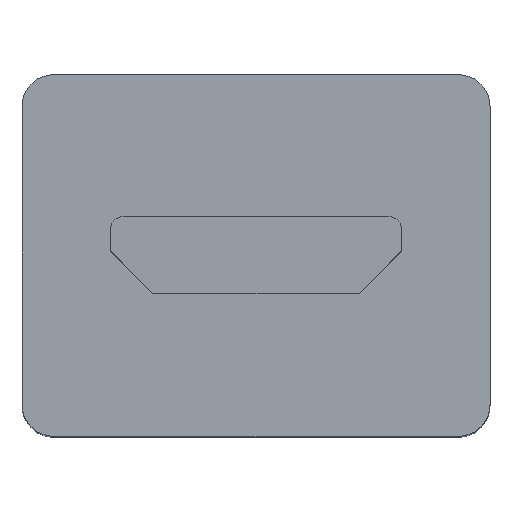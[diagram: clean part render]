
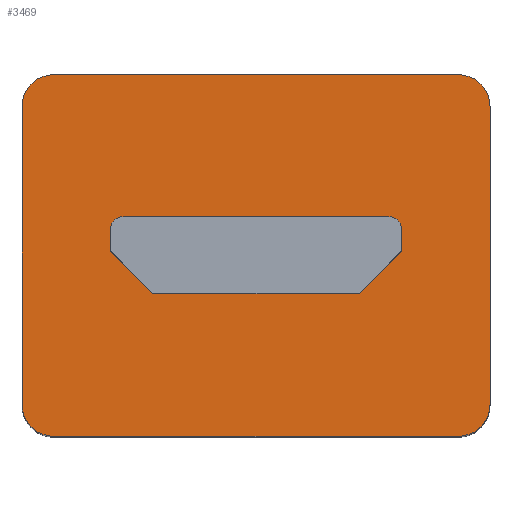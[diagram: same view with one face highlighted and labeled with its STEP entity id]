
A CAD part, top view. The second image highlights one B-rep face of the part: STEP entity #3469.
In plain terms, the highlighted planar face has unit normal (0, 0, 1).
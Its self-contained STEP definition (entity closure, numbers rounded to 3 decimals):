
#20 = CARTESIAN_POINT ( 'NONE',  ( -4.75, 3.5, 0. ) ) ;
#25 = EDGE_CURVE ( 'NONE', #2179, #2746, #2618, .T. ) ;
#28 = EDGE_CURVE ( 'NONE', #2064, #1961, #2662, .T. ) ;
#68 = LINE ( 'NONE', #2791, #558 ) ;
#117 = DIRECTION ( 'NONE',  ( 0., 0., -1. ) ) ;
#163 = ORIENTED_EDGE ( 'NONE', *, *, #2619, .F. ) ;
#176 = EDGE_CURVE ( 'NONE', #2514, #700, #68, .T. ) ;
#214 = CARTESIAN_POINT ( 'NONE',  ( 4.75, 3.5, 0. ) ) ;
#215 = AXIS2_PLACEMENT_3D ( 'NONE', #3193, #1844, #510 ) ;
#264 = DIRECTION ( 'NONE',  ( 0., 0., 1. ) ) ;
#294 = CARTESIAN_POINT ( 'NONE',  ( 5.5, 3.5, 0. ) ) ;
#311 = DIRECTION ( 'NONE',  ( -1., 0., 0. ) ) ;
#339 = DIRECTION ( 'NONE',  ( 0., 0., -1. ) ) ;
#373 = CARTESIAN_POINT ( 'NONE',  ( 3.125, 0.6, 0. ) ) ;
#407 = EDGE_CURVE ( 'NONE', #1961, #3520, #1109, .T. ) ;
#465 = EDGE_CURVE ( 'NONE', #3437, #2119, #964, .T. ) ;
#503 = VECTOR ( 'NONE', #3290, 1000. ) ;
#510 = DIRECTION ( 'NONE',  ( -1., 0., 0. ) ) ;
#558 = VECTOR ( 'NONE', #1743, 1000. ) ;
#587 = CARTESIAN_POINT ( 'NONE',  ( -5.5, -3.5, 0. ) ) ;
#603 = FACE_BOUND ( 'NONE', #2327, .T. ) ;
#618 = CARTESIAN_POINT ( 'NONE',  ( -3.425, 0.6, 0. ) ) ;
#627 = DIRECTION ( 'NONE',  ( -0.707, 0.707, 0. ) ) ;
#629 = VERTEX_POINT ( 'NONE', #3278 ) ;
#647 = DIRECTION ( 'NONE',  ( 1., 0., 0. ) ) ;
#684 = VERTEX_POINT ( 'NONE', #294 ) ;
#700 = VERTEX_POINT ( 'NONE', #2986 ) ;
#749 = DIRECTION ( 'NONE',  ( 1., 0., 0. ) ) ;
#793 = DIRECTION ( 'NONE',  ( 0., 1., 0. ) ) ;
#830 = DIRECTION ( 'NONE',  ( 0., 0., 1. ) ) ;
#936 = ORIENTED_EDGE ( 'NONE', *, *, #465, .T. ) ;
#964 = LINE ( 'NONE', #2073, #3486 ) ;
#985 = VERTEX_POINT ( 'NONE', #2725 ) ;
#993 = VERTEX_POINT ( 'NONE', #1613 ) ;
#1109 = LINE ( 'NONE', #3100, #3471 ) ;
#1126 = LINE ( 'NONE', #2243, #1233 ) ;
#1153 = ORIENTED_EDGE ( 'NONE', *, *, #28, .T. ) ;
#1154 = LINE ( 'NONE', #3076, #1506 ) ;
#1162 = ORIENTED_EDGE ( 'NONE', *, *, #2496, .T. ) ;
#1233 = VECTOR ( 'NONE', #311, 1000. ) ;
#1261 = DIRECTION ( 'NONE',  ( -1., 0., 0. ) ) ;
#1286 = ORIENTED_EDGE ( 'NONE', *, *, #2167, .F. ) ;
#1420 = EDGE_LOOP ( 'NONE', ( #936, #1592, #1162, #1626, #2473, #1153, #1493, #3494 ) ) ;
#1434 = EDGE_CURVE ( 'NONE', #985, #2746, #2251, .T. ) ;
#1493 = ORIENTED_EDGE ( 'NONE', *, *, #407, .T. ) ;
#1506 = VECTOR ( 'NONE', #647, 1000. ) ;
#1510 = AXIS2_PLACEMENT_3D ( 'NONE', #20, #830, #3310 ) ;
#1569 = CIRCLE ( 'NONE', #3413, 0.3 ) ;
#1574 = CIRCLE ( 'NONE', #215, 0.75 ) ;
#1576 = CARTESIAN_POINT ( 'NONE',  ( -4.75, 4.25, 0. ) ) ;
#1592 = ORIENTED_EDGE ( 'NONE', *, *, #2740, .T. ) ;
#1613 = CARTESIAN_POINT ( 'NONE',  ( 5.5, -3.5, 0. ) ) ;
#1626 = ORIENTED_EDGE ( 'NONE', *, *, #1669, .T. ) ;
#1650 = FACE_OUTER_BOUND ( 'NONE', #1420, .T. ) ;
#1669 = EDGE_CURVE ( 'NONE', #684, #3198, #2880, .T. ) ;
#1691 = AXIS2_PLACEMENT_3D ( 'NONE', #2222, #1725, #2509 ) ;
#1696 = CARTESIAN_POINT ( 'NONE',  ( 5.5, -4.25, 0. ) ) ;
#1725 = DIRECTION ( 'NONE',  ( 0., 0., -1. ) ) ;
#1736 = DIRECTION ( 'NONE',  ( 0., -1., 0. ) ) ;
#1743 = DIRECTION ( 'NONE',  ( -0.707, -0.707, 0. ) ) ;
#1788 = EDGE_CURVE ( 'NONE', #2368, #629, #1569, .T. ) ;
#1790 = ORIENTED_EDGE ( 'NONE', *, *, #2071, .F. ) ;
#1811 = AXIS2_PLACEMENT_3D ( 'NONE', #3097, #117, #2295 ) ;
#1844 = DIRECTION ( 'NONE',  ( 0., 0., 1. ) ) ;
#1871 = LINE ( 'NONE', #3256, #2486 ) ;
#1903 = ORIENTED_EDGE ( 'NONE', *, *, #1434, .T. ) ;
#1914 = LINE ( 'NONE', #2188, #3132 ) ;
#1932 = DIRECTION ( 'NONE',  ( -1., 0., 0. ) ) ;
#1948 = CARTESIAN_POINT ( 'NONE',  ( 3.425, 0.1, 0. ) ) ;
#1961 = VERTEX_POINT ( 'NONE', #3414 ) ;
#2064 = VERTEX_POINT ( 'NONE', #1576 ) ;
#2071 = EDGE_CURVE ( 'NONE', #2514, #629, #1871, .T. ) ;
#2073 = CARTESIAN_POINT ( 'NONE',  ( -5.5, -4.25, 0. ) ) ;
#2119 = VERTEX_POINT ( 'NONE', #2157 ) ;
#2120 = ORIENTED_EDGE ( 'NONE', *, *, #2303, .T. ) ;
#2127 = ORIENTED_EDGE ( 'NONE', *, *, #176, .T. ) ;
#2146 = VECTOR ( 'NONE', #627, 1000. ) ;
#2157 = CARTESIAN_POINT ( 'NONE',  ( 4.75, -4.25, 0. ) ) ;
#2161 = DIRECTION ( 'NONE',  ( -1., 0., 0. ) ) ;
#2167 = EDGE_CURVE ( 'NONE', #2368, #3197, #1126, .T. ) ;
#2179 = VERTEX_POINT ( 'NONE', #618 ) ;
#2188 = CARTESIAN_POINT ( 'NONE',  ( -5.5, 4.25, 0. ) ) ;
#2221 = CARTESIAN_POINT ( 'NONE',  ( -3.425, -0.9, 0. ) ) ;
#2222 = CARTESIAN_POINT ( 'NONE',  ( 0., 0., 0. ) ) ;
#2243 = CARTESIAN_POINT ( 'NONE',  ( -3.425, 0.9, 0. ) ) ;
#2251 = LINE ( 'NONE', #3072, #2146 ) ;
#2280 = CARTESIAN_POINT ( 'NONE',  ( 4.75, 4.25, 0. ) ) ;
#2295 = DIRECTION ( 'NONE',  ( -1., 0., 0. ) ) ;
#2303 = EDGE_CURVE ( 'NONE', #2179, #3197, #3303, .T. ) ;
#2327 = EDGE_LOOP ( 'NONE', ( #1790, #2127, #163, #1903, #2960, #2120, #1286, #3498 ) ) ;
#2368 = VERTEX_POINT ( 'NONE', #3212 ) ;
#2473 = ORIENTED_EDGE ( 'NONE', *, *, #2484, .T. ) ;
#2484 = EDGE_CURVE ( 'NONE', #3198, #2064, #1914, .T. ) ;
#2486 = VECTOR ( 'NONE', #793, 1000. ) ;
#2496 = EDGE_CURVE ( 'NONE', #993, #684, #3007, .T. ) ;
#2509 = DIRECTION ( 'NONE',  ( -1., 0., 0. ) ) ;
#2514 = VERTEX_POINT ( 'NONE', #1948 ) ;
#2618 = LINE ( 'NONE', #2221, #503 ) ;
#2619 = EDGE_CURVE ( 'NONE', #985, #700, #1154, .T. ) ;
#2655 = DIRECTION ( 'NONE',  ( 0., 0., 1. ) ) ;
#2662 = CIRCLE ( 'NONE', #1510, 0.75 ) ;
#2707 = CARTESIAN_POINT ( 'NONE',  ( -4.75, -4.25, 0. ) ) ;
#2725 = CARTESIAN_POINT ( 'NONE',  ( -2.425, -0.9, 0. ) ) ;
#2731 = DIRECTION ( 'NONE',  ( 0., 1., 0. ) ) ;
#2738 = PLANE ( 'NONE',  #1691 ) ;
#2740 = EDGE_CURVE ( 'NONE', #2119, #993, #3530, .T. ) ;
#2746 = VERTEX_POINT ( 'NONE', #3207 ) ;
#2758 = AXIS2_PLACEMENT_3D ( 'NONE', #3499, #2655, #1261 ) ;
#2771 = VECTOR ( 'NONE', #2731, 1000. ) ;
#2791 = CARTESIAN_POINT ( 'NONE',  ( 1.662, -1.662, 0. ) ) ;
#2880 = CIRCLE ( 'NONE', #3349, 0.75 ) ;
#2924 = EDGE_CURVE ( 'NONE', #3520, #3437, #1574, .T. ) ;
#2960 = ORIENTED_EDGE ( 'NONE', *, *, #25, .F. ) ;
#2986 = CARTESIAN_POINT ( 'NONE',  ( 2.425, -0.9, 0. ) ) ;
#3007 = LINE ( 'NONE', #1696, #2771 ) ;
#3072 = CARTESIAN_POINT ( 'NONE',  ( -1.662, -1.662, 0. ) ) ;
#3076 = CARTESIAN_POINT ( 'NONE',  ( -3.425, -0.9, 0. ) ) ;
#3085 = DIRECTION ( 'NONE',  ( -1., 0., 0. ) ) ;
#3097 = CARTESIAN_POINT ( 'NONE',  ( -3.125, 0.6, 0. ) ) ;
#3100 = CARTESIAN_POINT ( 'NONE',  ( -5.5, -4.25, 0. ) ) ;
#3132 = VECTOR ( 'NONE', #1932, 1000. ) ;
#3193 = CARTESIAN_POINT ( 'NONE',  ( -4.75, -3.5, 0. ) ) ;
#3197 = VERTEX_POINT ( 'NONE', #3390 ) ;
#3198 = VERTEX_POINT ( 'NONE', #2280 ) ;
#3207 = CARTESIAN_POINT ( 'NONE',  ( -3.425, 0.1, 0. ) ) ;
#3212 = CARTESIAN_POINT ( 'NONE',  ( 3.125, 0.9, 0. ) ) ;
#3256 = CARTESIAN_POINT ( 'NONE',  ( 3.425, -0.9, 0. ) ) ;
#3278 = CARTESIAN_POINT ( 'NONE',  ( 3.425, 0.6, 0. ) ) ;
#3290 = DIRECTION ( 'NONE',  ( 0., -1., 0. ) ) ;
#3303 = CIRCLE ( 'NONE', #1811, 0.3 ) ;
#3310 = DIRECTION ( 'NONE',  ( -1., 0., 0. ) ) ;
#3349 = AXIS2_PLACEMENT_3D ( 'NONE', #214, #264, #2161 ) ;
#3390 = CARTESIAN_POINT ( 'NONE',  ( -3.125, 0.9, 0. ) ) ;
#3413 = AXIS2_PLACEMENT_3D ( 'NONE', #373, #339, #3085 ) ;
#3414 = CARTESIAN_POINT ( 'NONE',  ( -5.5, 3.5, 0. ) ) ;
#3437 = VERTEX_POINT ( 'NONE', #2707 ) ;
#3469 = ADVANCED_FACE ( 'NONE', ( #1650, #603 ), #2738, .F. ) ;
#3471 = VECTOR ( 'NONE', #1736, 1000. ) ;
#3486 = VECTOR ( 'NONE', #749, 1000. ) ;
#3494 = ORIENTED_EDGE ( 'NONE', *, *, #2924, .T. ) ;
#3498 = ORIENTED_EDGE ( 'NONE', *, *, #1788, .T. ) ;
#3499 = CARTESIAN_POINT ( 'NONE',  ( 4.75, -3.5, 0. ) ) ;
#3520 = VERTEX_POINT ( 'NONE', #587 ) ;
#3530 = CIRCLE ( 'NONE', #2758, 0.75 ) ;
